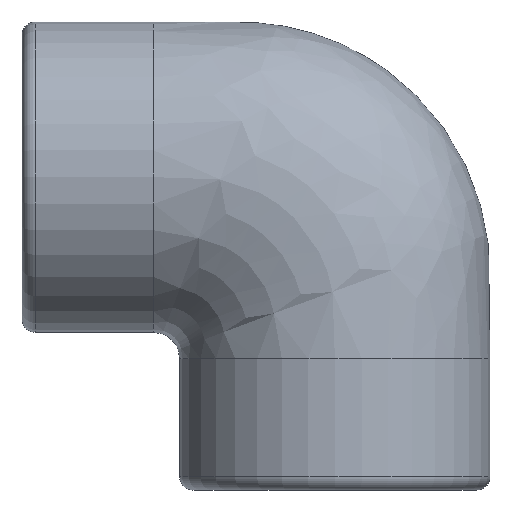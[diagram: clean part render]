
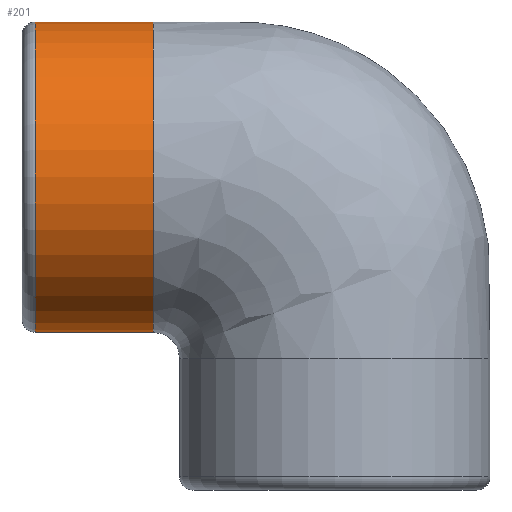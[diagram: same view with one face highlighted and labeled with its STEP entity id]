
A CAD part, left-side view. The second image highlights one B-rep face of the part: STEP entity #201.
In plain terms, the highlighted cylindrical face has radius 11.75 mm (diameter 23.5 mm), a full revolution.
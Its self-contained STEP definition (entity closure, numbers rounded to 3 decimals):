
#28=FACE_BOUND($,#55,.T.);
#41=FACE_OUTER_BOUND($,#54,.T.);
#54=EDGE_LOOP($,(#152,#153,#154));
#55=EDGE_LOOP($,(#155));
#79=CIRCLE($,#224,11.75);
#80=CIRCLE($,#226,11.75);
#81=CIRCLE($,#227,11.75);
#82=CIRCLE($,#228,11.75);
#102=VERTEX_POINT($,#336);
#103=VERTEX_POINT($,#339);
#104=VERTEX_POINT($,#340);
#105=VERTEX_POINT($,#342);
#125=EDGE_CURVE($,#102,#102,#79,.T.);
#126=EDGE_CURVE($,#103,#104,#80,.T.);
#127=EDGE_CURVE($,#104,#105,#81,.T.);
#128=EDGE_CURVE($,#105,#103,#82,.T.);
#152=ORIENTED_EDGE($,*,*,#126,.T.);
#153=ORIENTED_EDGE($,*,*,#127,.T.);
#154=ORIENTED_EDGE($,*,*,#128,.T.);
#155=ORIENTED_EDGE($,*,*,#125,.F.);
#194=CYLINDRICAL_SURFACE($,#225,11.75);
#201=ADVANCED_FACE($,(#41,#28),#194,.T.);
#224=AXIS2_PLACEMENT_3D($,#337,#270,#271);
#225=AXIS2_PLACEMENT_3D($,#338,#272,#273);
#226=AXIS2_PLACEMENT_3D($,#341,#274,#275);
#227=AXIS2_PLACEMENT_3D($,#343,#276,#277);
#228=AXIS2_PLACEMENT_3D($,#344,#278,#279);
#270=DIRECTION('center_axis',(0.,1.,0.));
#271=DIRECTION('ref_axis',(-1.,0.,0.));
#272=DIRECTION('center_axis',(0.,1.,0.));
#273=DIRECTION('ref_axis',(-1.,0.,0.));
#274=DIRECTION('center_axis',(0.,1.,0.));
#275=DIRECTION('ref_axis',(-1.,0.,0.));
#276=DIRECTION('center_axis',(0.,1.,0.));
#277=DIRECTION('ref_axis',(-1.,0.,0.));
#278=DIRECTION('center_axis',(0.,1.,0.));
#279=DIRECTION('ref_axis',(-1.,0.,0.));
#336=CARTESIAN_POINT('',(11.75,22.7,23.7));
#337=CARTESIAN_POINT('Origin',(0.,22.7,23.7));
#338=CARTESIAN_POINT('Origin',(0.,23.7,23.7));
#339=CARTESIAN_POINT('',(11.75,13.75,23.7));
#340=CARTESIAN_POINT('',(-11.75,13.75,23.7));
#341=CARTESIAN_POINT('Origin',(0.,13.75,23.7));
#342=CARTESIAN_POINT('',(0.,13.75,35.45));
#343=CARTESIAN_POINT('Origin',(0.,13.75,23.7));
#344=CARTESIAN_POINT('Origin',(0.,13.75,23.7));
